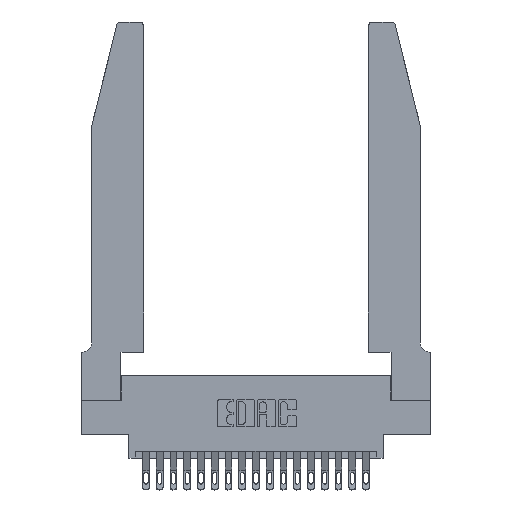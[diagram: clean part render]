
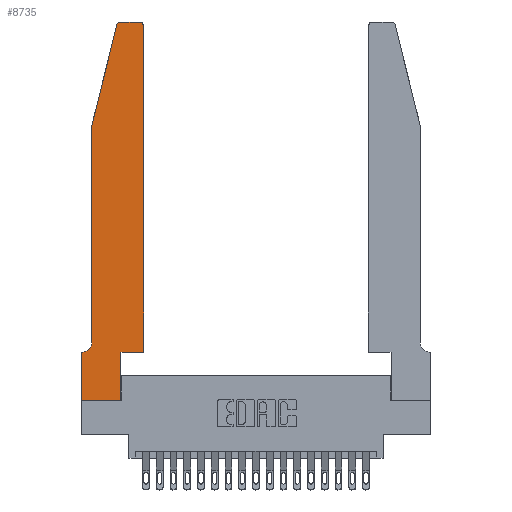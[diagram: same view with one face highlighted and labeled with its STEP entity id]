
A CAD part, top view. The second image highlights one B-rep face of the part: STEP entity #8735.
In plain terms, the highlighted planar face has unit normal (0, 0, 1).
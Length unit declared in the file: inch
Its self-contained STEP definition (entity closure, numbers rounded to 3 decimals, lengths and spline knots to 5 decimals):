
#160 = DIRECTION ( 'NONE',  ( 0., 1., 0. ) ) ;
#200 = CARTESIAN_POINT ( 'NONE',  ( 0.284, 2.75, 0.37 ) ) ;
#323 = CARTESIAN_POINT ( 'NONE',  ( 0.4205, 2.75, 0.37 ) ) ;
#644 = CARTESIAN_POINT ( 'NONE',  ( 0.2605, 2.75, 0.37 ) ) ;
#1306 = VERTEX_POINT ( 'NONE', #323 ) ;
#1553 = ORIENTED_EDGE ( 'NONE', *, *, #21285, .T. ) ;
#1889 = ORIENTED_EDGE ( 'NONE', *, *, #2834, .T. ) ;
#2192 = AXIS2_PLACEMENT_3D ( 'NONE', #16025, #6108, #5890 ) ;
#2489 = VERTEX_POINT ( 'NONE', #10880 ) ;
#2834 = EDGE_CURVE ( 'NONE', #12726, #13124, #17444, .T. ) ;
#2855 = VECTOR ( 'NONE', #160, 39.37008 ) ;
#3182 = CARTESIAN_POINT ( 'NONE',  ( 0.2865, 0., 0.37 ) ) ;
#3310 = CARTESIAN_POINT ( 'NONE',  ( 0.4505, 0.35, 0.37 ) ) ;
#3672 = DIRECTION ( 'NONE',  ( 0., -1., 0. ) ) ;
#3926 = LINE ( 'NONE', #5145, #2855 ) ;
#4037 = LINE ( 'NONE', #10288, #16786 ) ;
#4044 = VERTEX_POINT ( 'NONE', #200 ) ;
#4243 = CARTESIAN_POINT ( 'NONE',  ( 0.284, 2.72, 0.37 ) ) ;
#4372 = LINE ( 'NONE', #18902, #14433 ) ;
#4676 = EDGE_CURVE ( 'NONE', #18665, #12726, #12578, .T. ) ;
#4911 = LINE ( 'NONE', #13797, #18433 ) ;
#5145 = CARTESIAN_POINT ( 'NONE',  ( 0.4505, 0.35, 0.37 ) ) ;
#5151 = VERTEX_POINT ( 'NONE', #9793 ) ;
#5260 = DIRECTION ( 'NONE',  ( 1., 0., 0. ) ) ;
#5503 = VECTOR ( 'NONE', #9833, 39.37008 ) ;
#5524 = ORIENTED_EDGE ( 'NONE', *, *, #13744, .T. ) ;
#5890 = DIRECTION ( 'NONE',  ( -1., 0., 0. ) ) ;
#6014 = VERTEX_POINT ( 'NONE', #17019 ) ;
#6108 = DIRECTION ( 'NONE',  ( 0., 0., -1. ) ) ;
#6317 = EDGE_LOOP ( 'NONE', ( #1553, #15618, #7224, #15212, #21624, #9077, #17845, #9511, #16317, #1889, #5524, #14275 ) ) ;
#7224 = ORIENTED_EDGE ( 'NONE', *, *, #19807, .T. ) ;
#7590 = VECTOR ( 'NONE', #3672, 39.37008 ) ;
#7652 = DIRECTION ( 'NONE',  ( 0., 0., 1. ) ) ;
#7663 = EDGE_CURVE ( 'NONE', #5151, #1306, #18640, .T. ) ;
#8735 = ADVANCED_FACE ( 'NONE', ( #18049 ), #13139, .T. ) ;
#8776 = VERTEX_POINT ( 'NONE', #11672 ) ;
#9056 = DIRECTION ( 'NONE',  ( -1., 0., 0. ) ) ;
#9077 = ORIENTED_EDGE ( 'NONE', *, *, #13281, .T. ) ;
#9511 = ORIENTED_EDGE ( 'NONE', *, *, #21644, .T. ) ;
#9793 = CARTESIAN_POINT ( 'NONE',  ( 0.4505, 2.72, 0.37 ) ) ;
#9833 = DIRECTION ( 'NONE',  ( 1., 0., 0. ) ) ;
#10288 = CARTESIAN_POINT ( 'NONE',  ( 0., 0., 0.37 ) ) ;
#10579 = VECTOR ( 'NONE', #9056, 39.37008 ) ;
#10880 = CARTESIAN_POINT ( 'NONE',  ( 0.25487, 2.72718, 0.37 ) ) ;
#11073 = VERTEX_POINT ( 'NONE', #17005 ) ;
#11149 = DIRECTION ( 'NONE',  ( 1., 0., 0. ) ) ;
#11493 = AXIS2_PLACEMENT_3D ( 'NONE', #14381, #7652, #19519 ) ;
#11672 = CARTESIAN_POINT ( 'NONE',  ( 0.0755, 2., 0.37 ) ) ;
#11726 = CARTESIAN_POINT ( 'NONE',  ( 0.0755, 0.42, 0.37 ) ) ;
#12072 = DIRECTION ( 'NONE',  ( 0., -1., 0. ) ) ;
#12502 = DIRECTION ( 'NONE',  ( -1., 0., 0. ) ) ;
#12566 = CARTESIAN_POINT ( 'NONE',  ( 0.0755, 0.35, 0.37 ) ) ;
#12578 = LINE ( 'NONE', #21848, #16282 ) ;
#12694 = EDGE_CURVE ( 'NONE', #4044, #2489, #13780, .T. ) ;
#12699 = DIRECTION ( 'NONE',  ( 0., 0., 1. ) ) ;
#12726 = VERTEX_POINT ( 'NONE', #20934 ) ;
#13124 = VERTEX_POINT ( 'NONE', #3310 ) ;
#13139 = PLANE ( 'NONE',  #18190 ) ;
#13281 = EDGE_CURVE ( 'NONE', #21252, #6014, #18017, .T. ) ;
#13289 = DIRECTION ( 'NONE',  ( 0., 0., 1. ) ) ;
#13327 = DIRECTION ( 'NONE',  ( 0., 1., 0. ) ) ;
#13453 = DIRECTION ( 'NONE',  ( -0.239, -0.971, 0. ) ) ;
#13744 = EDGE_CURVE ( 'NONE', #13124, #5151, #3926, .T. ) ;
#13780 = CIRCLE ( 'NONE', #19521, 0.03 ) ;
#13797 = CARTESIAN_POINT ( 'NONE',  ( 0.0755, 2., 0.37 ) ) ;
#14275 = ORIENTED_EDGE ( 'NONE', *, *, #7663, .T. ) ;
#14381 = CARTESIAN_POINT ( 'NONE',  ( 0.4205, 2.72, 0.37 ) ) ;
#14433 = VECTOR ( 'NONE', #12072, 39.37008 ) ;
#14719 = CIRCLE ( 'NONE', #2192, 0.07 ) ;
#14888 = VECTOR ( 'NONE', #12502, 39.37008 ) ;
#15011 = EDGE_CURVE ( 'NONE', #8776, #18015, #20047, .T. ) ;
#15058 = CARTESIAN_POINT ( 'NONE',  ( 0., 0.35, 0.37 ) ) ;
#15170 = EDGE_CURVE ( 'NONE', #18015, #21252, #14719, .T. ) ;
#15212 = ORIENTED_EDGE ( 'NONE', *, *, #15011, .T. ) ;
#15618 = ORIENTED_EDGE ( 'NONE', *, *, #12694, .T. ) ;
#15815 = CARTESIAN_POINT ( 'NONE',  ( 0.0055, 0.35, 0.37 ) ) ;
#16025 = CARTESIAN_POINT ( 'NONE',  ( 0.0055, 0.42, 0.37 ) ) ;
#16282 = VECTOR ( 'NONE', #13327, 39.37008 ) ;
#16317 = ORIENTED_EDGE ( 'NONE', *, *, #4676, .T. ) ;
#16336 = EDGE_CURVE ( 'NONE', #6014, #11073, #4372, .T. ) ;
#16786 = VECTOR ( 'NONE', #5260, 39.37008 ) ;
#17005 = CARTESIAN_POINT ( 'NONE',  ( 0., 0., 0.37 ) ) ;
#17019 = CARTESIAN_POINT ( 'NONE',  ( 0., 0.35, 0.37 ) ) ;
#17444 = LINE ( 'NONE', #21841, #5503 ) ;
#17845 = ORIENTED_EDGE ( 'NONE', *, *, #16336, .T. ) ;
#18015 = VERTEX_POINT ( 'NONE', #11726 ) ;
#18017 = LINE ( 'NONE', #12566, #10579 ) ;
#18049 = FACE_OUTER_BOUND ( 'NONE', #6317, .T. ) ;
#18190 = AXIS2_PLACEMENT_3D ( 'NONE', #15058, #13289, #21590 ) ;
#18433 = VECTOR ( 'NONE', #13453, 39.37008 ) ;
#18640 = CIRCLE ( 'NONE', #11493, 0.03 ) ;
#18665 = VERTEX_POINT ( 'NONE', #3182 ) ;
#18902 = CARTESIAN_POINT ( 'NONE',  ( 0., 0., 0.37 ) ) ;
#19519 = DIRECTION ( 'NONE',  ( 1., 0., 0. ) ) ;
#19521 = AXIS2_PLACEMENT_3D ( 'NONE', #4243, #12699, #11149 ) ;
#19807 = EDGE_CURVE ( 'NONE', #2489, #8776, #4911, .T. ) ;
#20047 = LINE ( 'NONE', #20567, #7590 ) ;
#20470 = LINE ( 'NONE', #644, #14888 ) ;
#20567 = CARTESIAN_POINT ( 'NONE',  ( 0.0755, 2., 0.37 ) ) ;
#20934 = CARTESIAN_POINT ( 'NONE',  ( 0.2865, 0.35, 0.37 ) ) ;
#21252 = VERTEX_POINT ( 'NONE', #15815 ) ;
#21285 = EDGE_CURVE ( 'NONE', #1306, #4044, #20470, .T. ) ;
#21590 = DIRECTION ( 'NONE',  ( 1., 0., 0. ) ) ;
#21624 = ORIENTED_EDGE ( 'NONE', *, *, #15170, .T. ) ;
#21644 = EDGE_CURVE ( 'NONE', #11073, #18665, #4037, .T. ) ;
#21841 = CARTESIAN_POINT ( 'NONE',  ( 0.4505, 0.35, 0.37 ) ) ;
#21848 = CARTESIAN_POINT ( 'NONE',  ( 0.2865, 0.35, 0.37 ) ) ;
